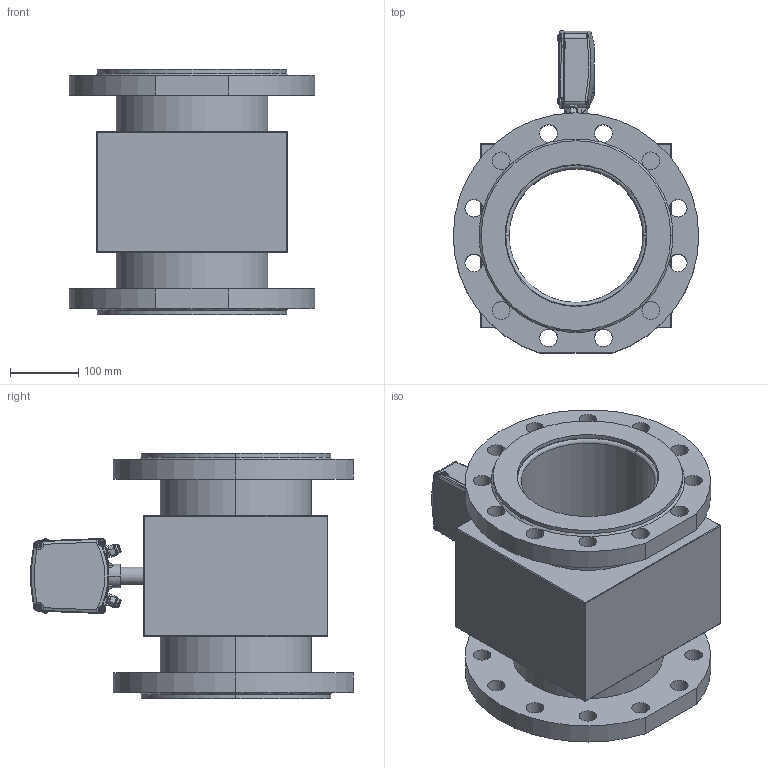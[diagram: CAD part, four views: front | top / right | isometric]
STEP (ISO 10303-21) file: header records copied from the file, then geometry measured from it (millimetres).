
FILE_DESCRIPTION (( 'STEP AP203' ), '1' );
FILE_NAME ('杬200.STEP', '2022-08-18T12:55:32', ( '' ), ( '' ), 'SwSTEP 2.0', 'SolidWorks 2014', '' );
FILE_SCHEMA (( 'CONFIG_CONTROL_DESIGN' ));
Length unit declared in the file: millimetre
Products named in the file (17): 膰錪犩 200; ãàéêà1 äëÿ ãèäðîââîäà; 鐏鳧氀 200; ãèäðîââîä 2 ãàéêà; 杬200; ãèäðîââîä çàãëóøêà; êîæóõ200; ãèäðîââîä ïðîêëàäêà; Òðóáà ñòîéêè; ãèäðîââîä ñáîðêà; Êîðïóñ-1 ïîä Ìå; 鏝鋋瘔 鼁闉罻; Êðûøêà íåïð. îðàíæ; Ãîëîâà ñáîðêà ñî ñòîéêîé; øóðóï; òðóáà200; ãèäðîââîä îñíîâàíèå
Assembly tree (22 placements, depth 5):
  杬200
    êîæóõ200
    Ãîëîâà ñáîðêà ñî ñòîéêîé
      Òðóáà ñòîéêè
      鏝鋋瘔 鼁闉罻
        Êîðïóñ-1 ïîä Ìå
        Êðûøêà íåïð. îðàíæ
        øóðóï  x4
        ãèäðîââîä ñáîðêà  x2
          ãèäðîââîä îñíîâàíèå
          ãàéêà1 äëÿ ãèäðîââîäà
          ãèäðîââîä 2 ãàéêà
          ãèäðîââîä çàãëóøêà
          ãèäðîââîä ïðîêëàäêà
    òðóáà200
    膰錪犩 200  x2
    鐏鳧氀 200  x2
Bounding box: 360 x 472.6 x 360 mm (x, y, z)
Volume: 13368199.2 mm3; surface area: 1494038.5 mm2
Topology: 23 solids, 23 shells, 987 faces, 2547 edges, 1602 vertices
Faces by surface type: cylinder 393, plane 304, bspline 136, cone 83, torus 55, sphere 16
Entity records: 33497 total; most frequent: CARTESIAN_POINT 13463, ORIENTED_EDGE 3988, DIRECTION 3571, EDGE_CURVE 1994, AXIS2_PLACEMENT_3D 1436, VERTEX_POINT 1264, EDGE_LOOP 868, FACE_OUTER_BOUND 776
